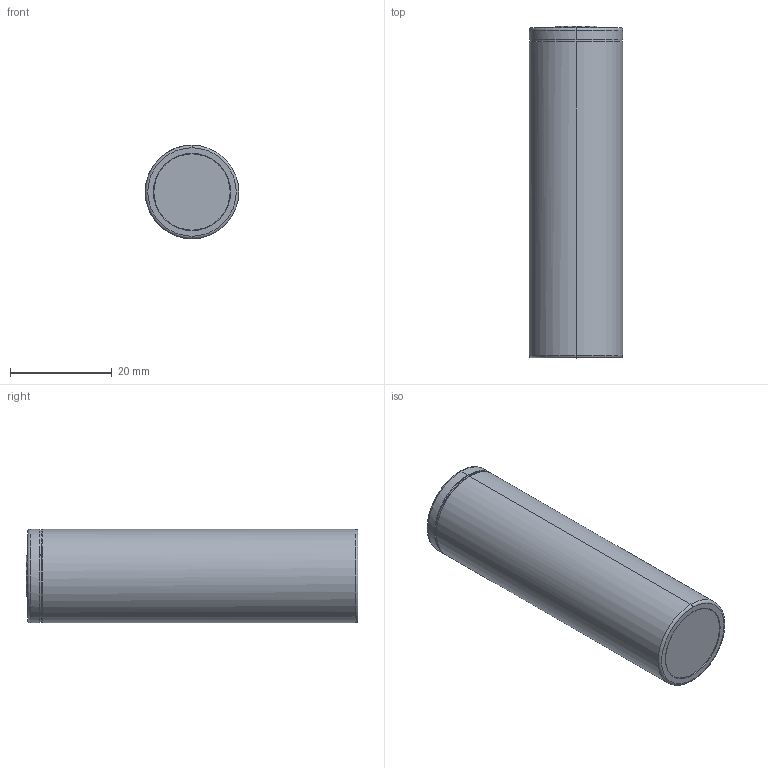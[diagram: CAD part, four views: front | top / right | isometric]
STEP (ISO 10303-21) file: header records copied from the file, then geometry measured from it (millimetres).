
FILE_DESCRIPTION (( 'STEP AP214' ), '1' );
FILE_NAME ('18650 Battery Final.STEP', '2023-05-24T10:05:42', ( '' ), ( '' ), 'SwSTEP 2.0', 'SolidWorks 2021', '' );
FILE_SCHEMA (( 'AUTOMOTIVE_DESIGN' ));
Length unit declared in the file: millimetre
Products named in the file (1): 18650 Battery Final
Bounding box: 18.4 x 65.3 x 18.4 mm (x, y, z)
Volume: 17226.2 mm3; surface area: 4326.9 mm2
Topology: 1 solids, 1 shells, 34 faces, 76 edges, 48 vertices
Faces by surface type: torus 14, plane 10, cylinder 8, bspline 2
Entity records: 1365 total; most frequent: DIRECTION 198, CARTESIAN_POINT 187, ORIENTED_EDGE 152, AXIS2_PLACEMENT_3D 91, EDGE_CURVE 76, CIRCLE 58, VERTEX_POINT 48, EDGE_LOOP 38
